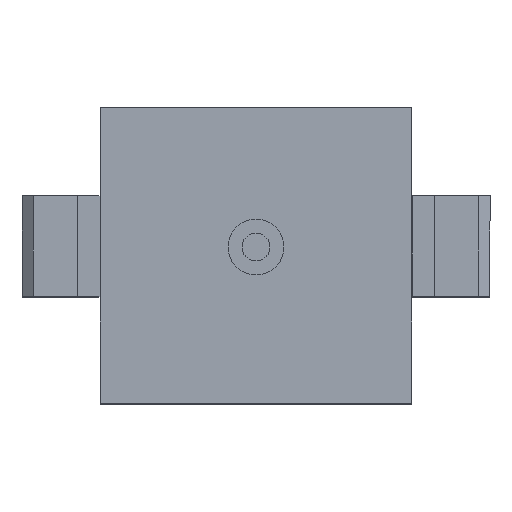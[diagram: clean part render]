
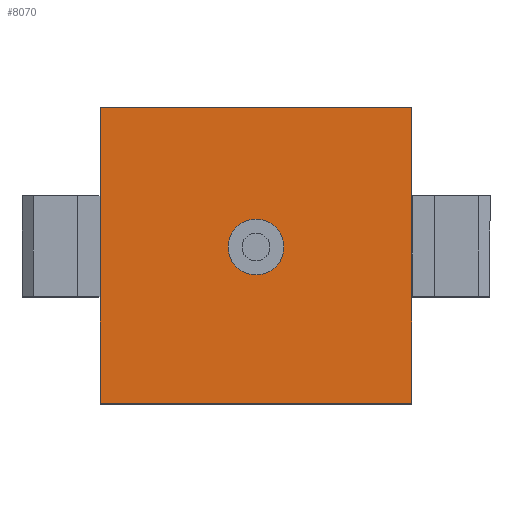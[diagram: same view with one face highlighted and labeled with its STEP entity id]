
A CAD part, top view. The second image highlights one B-rep face of the part: STEP entity #8070.
In plain terms, the highlighted planar face has unit normal (0, 0, 1).
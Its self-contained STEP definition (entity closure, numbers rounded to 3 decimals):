
#353=FACE_BOUND('',#2637,.T.);
#875=LINE('',#14793,#1400);
#887=LINE('',#14819,#1412);
#894=LINE('',#14830,#1419);
#895=LINE('',#14832,#1420);
#1400=VECTOR('',#11784,10.);
#1412=VECTOR('',#11800,10.);
#1419=VECTOR('',#11813,10.);
#1420=VECTOR('',#11816,10.);
#2035=FACE_OUTER_BOUND('',#2636,.T.);
#2636=EDGE_LOOP('',(#7333,#7334,#7335,#7336));
#2637=EDGE_LOOP('',(#7337));
#3196=CIRCLE('',#9194,10.);
#3921=VERTEX_POINT('',#14783);
#3924=VERTEX_POINT('',#14790);
#3925=VERTEX_POINT('',#14792);
#3935=VERTEX_POINT('',#14815);
#3937=VERTEX_POINT('',#14818);
#5051=EDGE_CURVE('',#3921,#3921,#3196,.T.);
#5055=EDGE_CURVE('',#3924,#3925,#875,.T.);
#5067=EDGE_CURVE('',#3935,#3937,#887,.T.);
#5074=EDGE_CURVE('',#3924,#3937,#894,.T.);
#5075=EDGE_CURVE('',#3925,#3935,#895,.T.);
#7333=ORIENTED_EDGE('',*,*,#5075,.F.);
#7334=ORIENTED_EDGE('',*,*,#5055,.F.);
#7335=ORIENTED_EDGE('',*,*,#5074,.T.);
#7336=ORIENTED_EDGE('',*,*,#5067,.F.);
#7337=ORIENTED_EDGE('',*,*,#5051,.T.);
#7593=PLANE('',#9202);
#8070=ADVANCED_FACE('',(#2035,#353),#7593,.T.);
#9194=AXIS2_PLACEMENT_3D('',#14784,#11776,#11777);
#9202=AXIS2_PLACEMENT_3D('',#14831,#11814,#11815);
#11776=DIRECTION('center_axis',(0.,0.,-1.));
#11777=DIRECTION('ref_axis',(1.,0.,0.));
#11784=DIRECTION('',(1.,0.,0.));
#11800=DIRECTION('',(-1.,0.,0.));
#11813=DIRECTION('',(0.,-1.,0.));
#11814=DIRECTION('center_axis',(0.,0.,1.));
#11815=DIRECTION('ref_axis',(1.,0.,0.));
#11816=DIRECTION('',(0.,-1.,0.));
#14783=CARTESIAN_POINT('',(-10.,50.,226.));
#14784=CARTESIAN_POINT('Origin',(0.,50.,226.));
#14790=CARTESIAN_POINT('',(-56.,100.,226.));
#14792=CARTESIAN_POINT('',(56.,100.,226.));
#14793=CARTESIAN_POINT('',(50.,100.,226.));
#14815=CARTESIAN_POINT('',(56.,-6.,226.));
#14818=CARTESIAN_POINT('',(-56.,-6.,226.));
#14819=CARTESIAN_POINT('',(50.,-6.,226.));
#14830=CARTESIAN_POINT('',(-56.,0.,226.));
#14831=CARTESIAN_POINT('Origin',(-50.,0.,226.));
#14832=CARTESIAN_POINT('',(56.,0.,226.));
